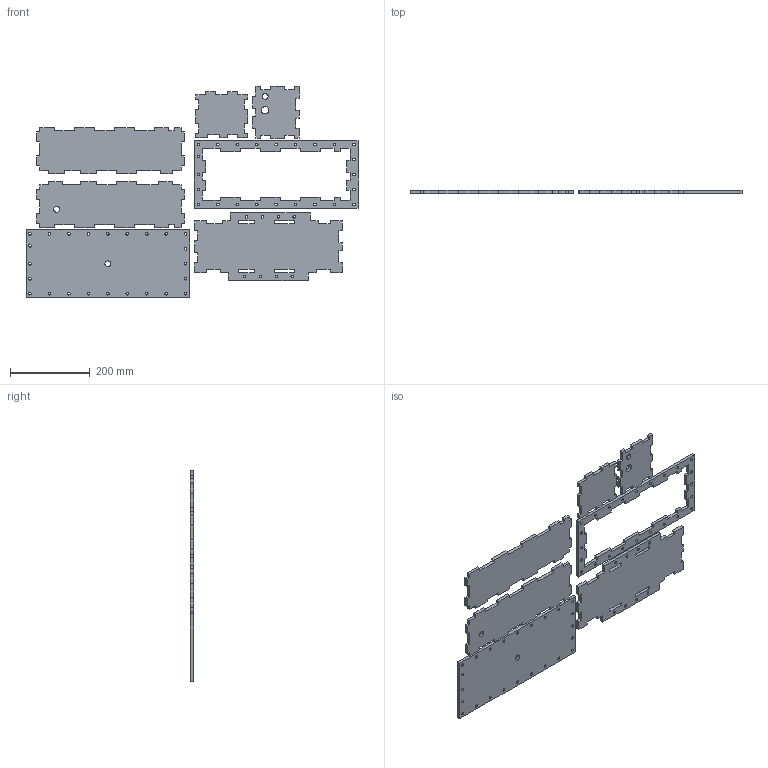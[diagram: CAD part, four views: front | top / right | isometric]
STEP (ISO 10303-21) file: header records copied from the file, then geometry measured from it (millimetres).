
FILE_DESCRIPTION(/* description */ (''),/* implementation_level */ '2;1');
FILE_NAME(/* name */ 'ba51103b-9666-4bd1-aad0-bea9f0182ea8.stp',/* time_stamp */ '2019-05-17T14:20:08+00:00',/* author */ (''),/* organization */ (''),/* preprocessor_version */ 'ST-DEVELOPER v18',/* originating_system */ 'Autodesk Translation Framework v8.2.0.1029',/* authorisation */ '');
FILE_SCHEMA (('AUTOMOTIVE_DESIGN { 1 0 10303 214 3 1 1 }'));
Length unit declared in the file: millimetre
Products named in the file (2): SBAktuatorBox_Laser; Component1
Assembly tree (1 placements, depth 2):
  SBAktuatorBox_Laser
    Component1
Bounding box: 831.89 x 8.34 x 529.61 mm (x, y, z)
Volume: 1994111.5 mm3; surface area: 578047.2 mm2
Topology: 7 solids, 7 shells, 370 faces, 1070 edges, 714 vertices
Faces by surface type: plane 310, cylinder 60
Full cylindrical faces by diameter (mm): 6.6 x56, 14.5 x3, 18.5 x1
Entity records: 12341 total; most frequent: CARTESIAN_POINT 2157, ORIENTED_EDGE 2140, DIRECTION 1938, EDGE_CURVE 1070, LINE 948, VECTOR 948, VERTEX_POINT 714, EDGE_LOOP 500
